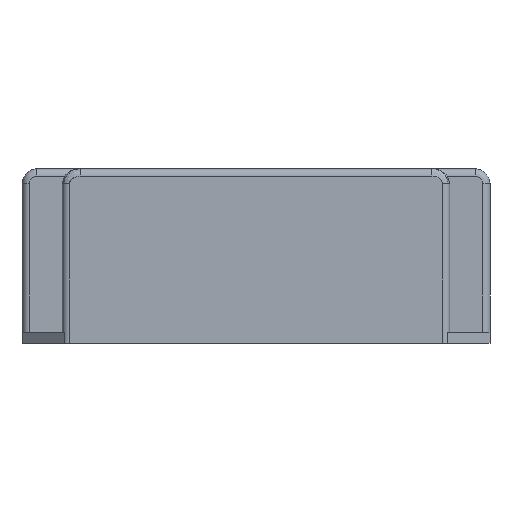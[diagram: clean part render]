
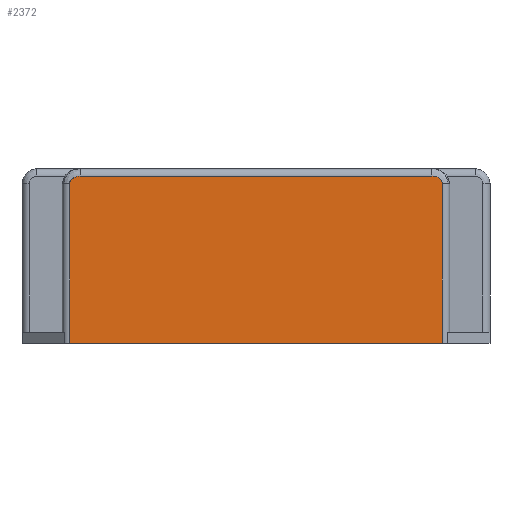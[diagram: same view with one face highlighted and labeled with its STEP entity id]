
A CAD part, front view. The second image highlights one B-rep face of the part: STEP entity #2372.
In plain terms, the highlighted planar face has unit normal (0, -1, 0).
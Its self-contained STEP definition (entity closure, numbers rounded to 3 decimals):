
#106=LINE('',#3691,#310);
#107=LINE('',#3692,#311);
#108=LINE('',#3694,#312);
#109=LINE('',#3695,#313);
#310=VECTOR('',#2832,10.);
#311=VECTOR('',#2833,10.);
#312=VECTOR('',#2834,10.);
#313=VECTOR('',#2835,10.);
#508=PLANE('',#2533);
#573=FACE_OUTER_BOUND('',#707,.T.);
#707=EDGE_LOOP('',(#1636,#1637,#1638,#1639,#1640,#1641));
#843=ELLIPSE('',#2525,1.414,1.);
#845=ELLIPSE('',#2529,1.414,1.);
#1008=VERTEX_POINT('',#3634);
#1010=VERTEX_POINT('',#3637);
#1012=VERTEX_POINT('',#3672);
#1014=VERTEX_POINT('',#3675);
#1020=VERTEX_POINT('',#3690);
#1021=VERTEX_POINT('',#3693);
#1252=EDGE_CURVE('',#1008,#1010,#843,.T.);
#1256=EDGE_CURVE('',#1012,#1014,#845,.T.);
#1263=EDGE_CURVE('',#1014,#1020,#106,.T.);
#1264=EDGE_CURVE('',#1010,#1012,#107,.T.);
#1265=EDGE_CURVE('',#1021,#1008,#108,.T.);
#1266=EDGE_CURVE('',#1021,#1020,#109,.T.);
#1636=ORIENTED_EDGE('',*,*,#1263,.F.);
#1637=ORIENTED_EDGE('',*,*,#1256,.F.);
#1638=ORIENTED_EDGE('',*,*,#1264,.F.);
#1639=ORIENTED_EDGE('',*,*,#1252,.F.);
#1640=ORIENTED_EDGE('',*,*,#1265,.F.);
#1641=ORIENTED_EDGE('',*,*,#1266,.T.);
#2372=ADVANCED_FACE('',(#573),#508,.T.);
#2525=AXIS2_PLACEMENT_3D('',#3638,#2810,#2811);
#2529=AXIS2_PLACEMENT_3D('',#3676,#2818,#2819);
#2533=AXIS2_PLACEMENT_3D('',#3689,#2830,#2831);
#2810=DIRECTION('center_axis',(0.,1.,0.));
#2811=DIRECTION('ref_axis',(-1.,0.,0.));
#2818=DIRECTION('center_axis',(0.,1.,0.));
#2819=DIRECTION('ref_axis',(1.,0.,0.));
#2830=DIRECTION('center_axis',(0.,-1.,0.));
#2831=DIRECTION('ref_axis',(1.,0.,0.));
#2832=DIRECTION('',(0.,0.,-1.));
#2833=DIRECTION('',(1.,0.,0.));
#2834=DIRECTION('',(0.,0.,1.));
#2835=DIRECTION('',(1.,0.,0.));
#3634=CARTESIAN_POINT('',(-25.086,-29.,21.5));
#3637=CARTESIAN_POINT('',(-23.672,-29.,22.5));
#3638=CARTESIAN_POINT('Origin',(-23.672,-29.,21.5));
#3672=CARTESIAN_POINT('',(23.672,-29.,22.5));
#3675=CARTESIAN_POINT('',(25.086,-29.,21.5));
#3676=CARTESIAN_POINT('Origin',(23.672,-29.,21.5));
#3689=CARTESIAN_POINT('Origin',(-25.5,-29.,0.));
#3690=CARTESIAN_POINT('',(25.086,-29.,0.));
#3691=CARTESIAN_POINT('',(25.086,-29.,0.));
#3692=CARTESIAN_POINT('',(-12.75,-29.,22.5));
#3693=CARTESIAN_POINT('',(-25.086,-29.,0.));
#3694=CARTESIAN_POINT('',(-25.086,-29.,0.));
#3695=CARTESIAN_POINT('',(-25.5,-29.,0.));
